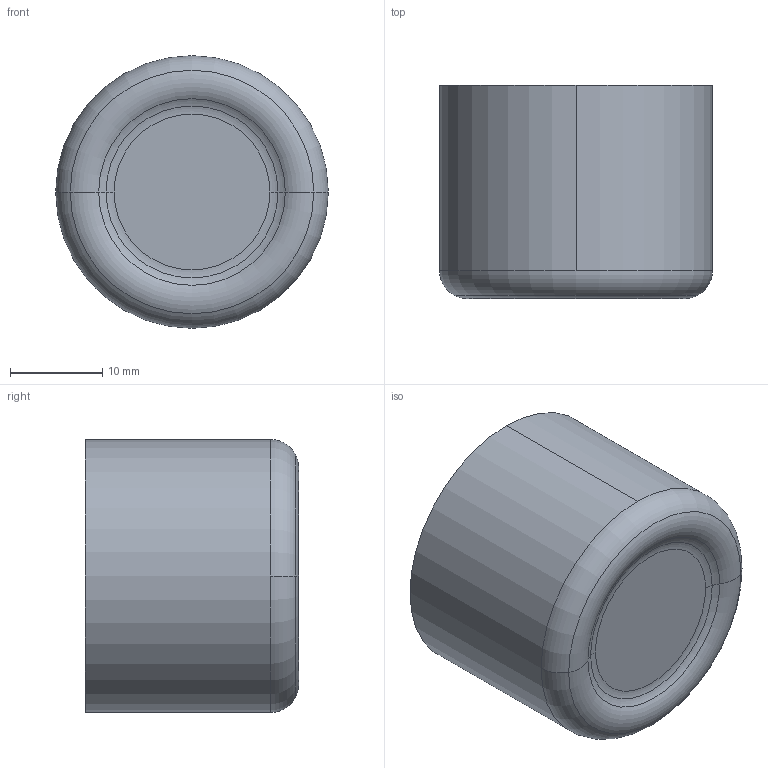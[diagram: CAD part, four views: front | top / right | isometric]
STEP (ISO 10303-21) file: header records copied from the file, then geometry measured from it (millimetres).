
FILE_DESCRIPTION((''),'2;1');
FILE_NAME('APBI','2022-04-12T11:43:45',('klemen.sitar'),('Audax d.o.o.'),'CREO PARAMETRIC BY PTC INC, 2021304','CREO PARAMETRIC BY PTC INC, 2021304','');
FILE_SCHEMA(('AP242_MANAGED_MODEL_BASED_3D_ENGINEERING_MIM_LF { 1 0 10303 442 1 1 4 }'));
Length unit declared in the file: metre
Products named in the file (1): APBI
Bounding box: 29.5 x 23.05 x 29.5 mm (x, y, z)
Volume: 3056.3 mm3; surface area: 5616 mm2
Topology: 1 solids, 1 shells, 38 faces, 86 edges, 52 vertices
Faces by surface type: torus 24, cylinder 8, plane 4, cone 2
Entity records: 1815 total; most frequent: COLOUR_RGB 336, DIRECTION 240, CARTESIAN_POINT 179, ORIENTED_EDGE 172, AXIS2_PLACEMENT_3D 115, EDGE_CURVE 86, CIRCLE 76, VERTEX_POINT 52
